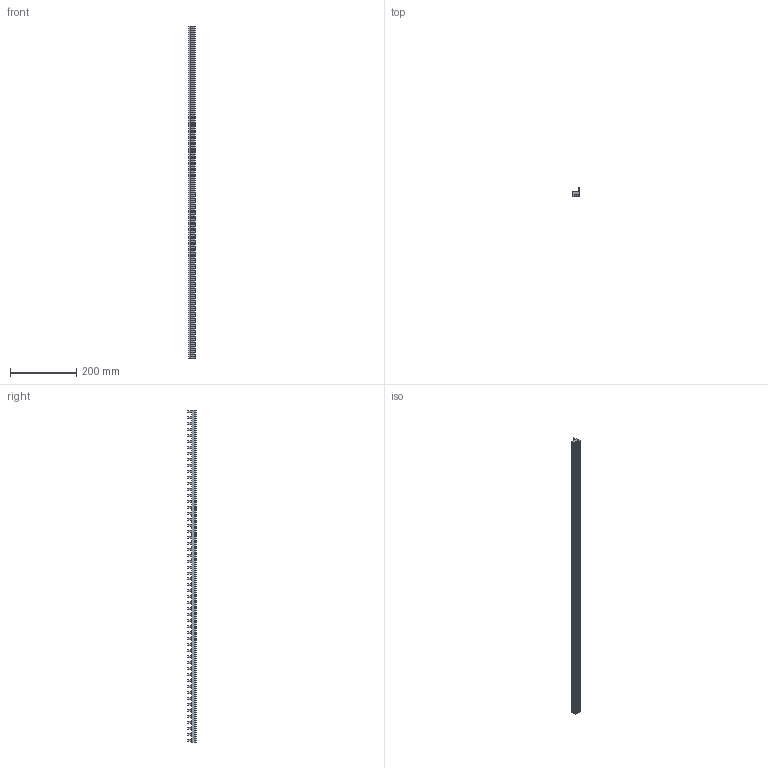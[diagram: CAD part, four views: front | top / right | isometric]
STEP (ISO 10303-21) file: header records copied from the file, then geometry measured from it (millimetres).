
FILE_DESCRIPTION((''),'2;1');
FILE_NAME('PRT0001','2022-02-24T',('Administrator'),(''),'PRO/ENGINEER BY PARAMETRIC TECHNOLOGY CORPORATION, 2013230','PRO/ENGINEER BY PARAMETRIC TECHNOLOGY CORPORATION, 2013230','');
FILE_SCHEMA(('CONFIG_CONTROL_DESIGN'));
Length unit declared in the file: millimetre
Products named in the file (1): PRT0001
Bounding box: 20.32 x 27 x 1000 mm (x, y, z)
Volume: 277231.3 mm3; surface area: 111385.2 mm2
Topology: 1 solids, 1 shells, 306 faces, 744 edges, 496 vertices
Faces by surface type: plane 304, cylinder 2
Entity records: 8810 total; most frequent: CARTESIAN_POINT 1546, ORIENTED_EDGE 1488, DIRECTION 1360, EDGE_CURVE 744, VECTOR 740, LINE 740, VERTEX_POINT 496, EDGE_LOOP 362
